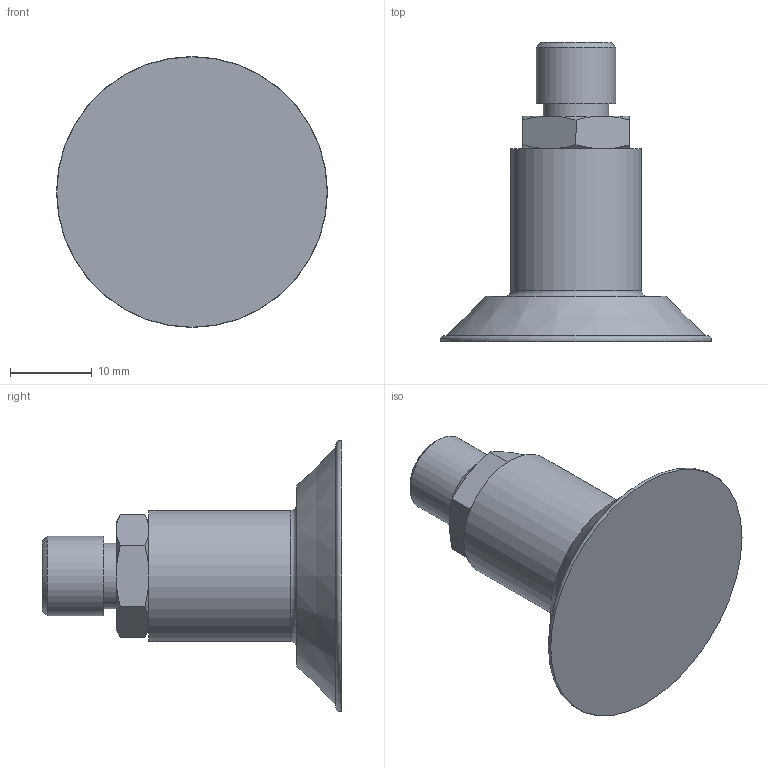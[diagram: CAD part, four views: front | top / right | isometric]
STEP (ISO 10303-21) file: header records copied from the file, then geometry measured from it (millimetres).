
FILE_DESCRIPTION(/* description */ (''),/* implementation_level */ '2;1');
FILE_NAME(/* name */ 'vo33+rac3r1-8m.stp',/* time_stamp */ '2021-06-10T13:17:49+02:00',/* author */ ('enginyeria'),/* organization */ (''),/* preprocessor_version */ 'ST-DEVELOPER v17.2',/* originating_system */ 'Autodesk Inventor 2019',/* authorisation */ '');
FILE_SCHEMA (('CONFIG_CONTROL_DESIGN'));
Length unit declared in the file: millimetre
Products named in the file (1): 3D_vo33+rac3r1-8m
Bounding box: 33.07 x 36.5 x 33.07 mm (x, y, z)
Volume: 8072.7 mm3; surface area: 3443 mm2
Topology: 1 solids, 1 shells, 34 faces, 79 edges, 53 vertices
Faces by surface type: cone 14, plane 14, cylinder 4, torus 2
Full cylindrical faces by diameter (mm): 3 x1, 8 x1, 9.728 x1, 16 x1
Entity records: 1063 total; most frequent: CARTESIAN_POINT 215, DIRECTION 168, ORIENTED_EDGE 158, EDGE_CURVE 79, AXIS2_PLACEMENT_3D 78, VERTEX_POINT 53, CIRCLE 43, EDGE_LOOP 40
